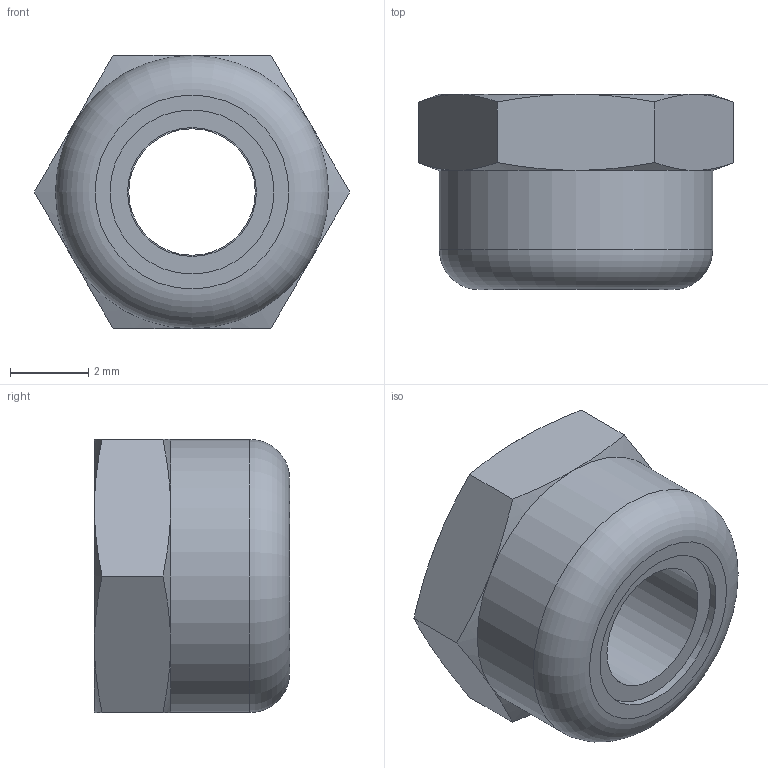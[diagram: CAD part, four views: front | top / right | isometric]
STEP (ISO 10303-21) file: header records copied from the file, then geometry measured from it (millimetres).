
FILE_DESCRIPTION(/* description */ ('Unknown'),/* implementation_level */ '2;1');
FILE_NAME(/* name */ 'tmpBC97.tmp',/* time_stamp */ '2024-10-08T19:02:05+08:00',/* author */ ('Unknown'),/* organization */ ('Unknown'),/* preprocessor_version */ 'ST-DEVELOPER v18.104',/* originating_system */ 'TianGong',/* authorisation */ 'Unknown');
FILE_SCHEMA (('AUTOMOTIVE_DESIGN {1 0 10303 214 3 1 1}'));
Length unit declared in the file: millimetre
Products named in the file (1): GB_T6182-2016
Bounding box: 8.08 x 5 x 7 mm (x, y, z)
Volume: 151.2 mm3; surface area: 220 mm2
Topology: 1 solids, 1 shells, 28 faces, 59 edges, 35 vertices
Faces by surface type: cone 13, plane 10, cylinder 4, torus 1
Full cylindrical faces by diameter (mm): 3.242 x1, 3.3 x1, 4.2 x1, 7 x1
Entity records: 940 total; most frequent: CARTESIAN_POINT 185, DIRECTION 106, ORIENTED_EDGE 102, EDGE_CURVE 51, AXIS2_PLACEMENT_3D 50, EDGE_LOOP 38, FACE_BOUND 38, VERTEX_POINT 33
